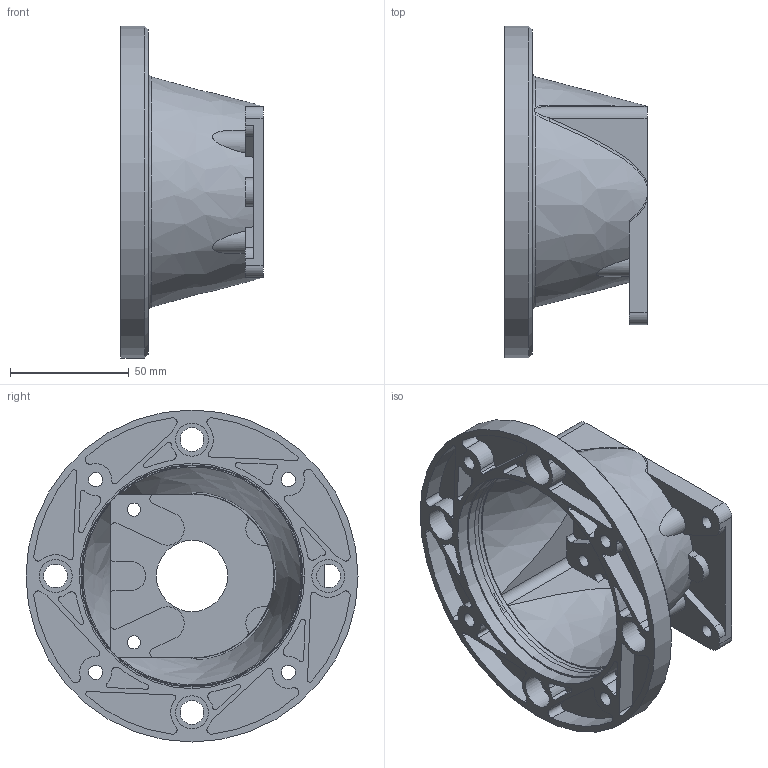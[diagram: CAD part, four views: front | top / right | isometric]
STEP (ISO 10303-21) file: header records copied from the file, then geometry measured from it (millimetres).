
FILE_DESCRIPTION(('STEP AP203'),'2;1');
FILE_NAME('LS142.stp','2005-07-22T13:45:23',(''),(''),'9.0.0','THINKDESIGN','');
FILE_SCHEMA(('CONFIG_CONTROL_DESIGN'));
Length unit declared in the file: millimetre
Bounding box: 60 x 140 x 140 mm (x, y, z)
Volume: 116932.8 mm3; surface area: 74720.5 mm2
Topology: 1 solids, 1 shells, 270 faces, 761 edges, 521 vertices
Faces by surface type: cylinder 149, plane 86, bspline 35
Full cylindrical faces by diameter (mm): 5.5 x4, 6 x4, 10 x4, 14 x4, 30 x1, 93 x1, 95 x1, 100 x1, 140 x1
Entity records: 11594 total; most frequent: CARTESIAN_POINT 4254, DIRECTION 1566, ORIENTED_EDGE 1522, EDGE_CURVE 761, AXIS2_PLACEMENT_3D 636, VERTEX_POINT 521, CIRCLE 401, EDGE_LOOP 324
